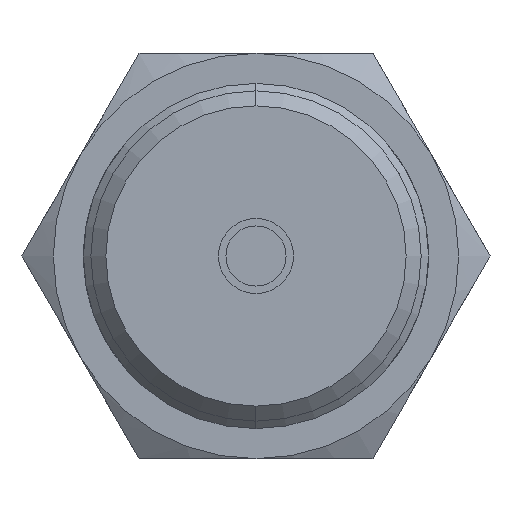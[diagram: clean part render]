
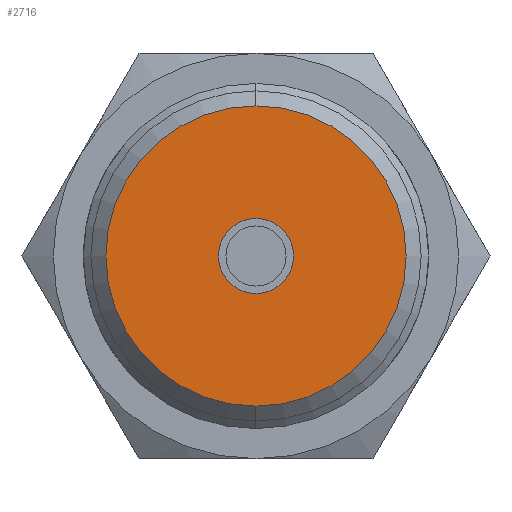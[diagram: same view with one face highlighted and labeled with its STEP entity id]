
A CAD part, left-side view. The second image highlights one B-rep face of the part: STEP entity #2716.
In plain terms, the highlighted planar face has unit normal (-1, 0, 0).
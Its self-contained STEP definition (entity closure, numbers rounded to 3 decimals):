
#428 = EDGE_CURVE ( 'NONE', #6863, #5936, #1794, .T. ) ;
#811 = EDGE_CURVE ( 'NONE', #5936, #6863, #3044, .T. ) ;
#999 = ORIENTED_EDGE ( 'NONE', *, *, #811, .T. ) ;
#1184 = ORIENTED_EDGE ( 'NONE', *, *, #428, .T. ) ;
#1459 = CARTESIAN_POINT ( 'NONE',  ( -93.281, -2.283, -10. ) ) ;
#1572 = DIRECTION ( 'NONE',  ( -1., 0., 0. ) ) ;
#1734 = PLANE ( 'NONE',  #2785 ) ;
#1786 = DIRECTION ( 'NONE',  ( -1., 0., 0. ) ) ;
#1794 = CIRCLE ( 'NONE', #7649, 10. ) ;
#2408 = FACE_OUTER_BOUND ( 'NONE', #7896, .T. ) ;
#2446 = EDGE_CURVE ( 'NONE', #6038, #5521, #6065, .T. ) ;
#2698 = AXIS2_PLACEMENT_3D ( 'NONE', #3516, #1786, #5225 ) ;
#2716 = ADVANCED_FACE ( 'NONE', ( #2408, #7272 ), #1734, .F. ) ;
#2785 = AXIS2_PLACEMENT_3D ( 'NONE', #6661, #4884, #7813 ) ;
#3044 = CIRCLE ( 'NONE', #4738, 10. ) ;
#3476 = AXIS2_PLACEMENT_3D ( 'NONE', #5183, #1572, #5811 ) ;
#3516 = CARTESIAN_POINT ( 'NONE',  ( -93.281, -2.283, 0. ) ) ;
#3577 = DIRECTION ( 'NONE',  ( 0., 0., -1. ) ) ;
#3617 = CIRCLE ( 'NONE', #3476, 2.5 ) ;
#3708 = DIRECTION ( 'NONE',  ( -1., 0., 0. ) ) ;
#4257 = CARTESIAN_POINT ( 'NONE',  ( -93.281, -2.283, 0. ) ) ;
#4738 = AXIS2_PLACEMENT_3D ( 'NONE', #4916, #3708, #3577 ) ;
#4884 = DIRECTION ( 'NONE',  ( 1., 0., 0. ) ) ;
#4916 = CARTESIAN_POINT ( 'NONE',  ( -93.281, -2.283, 0. ) ) ;
#5075 = ORIENTED_EDGE ( 'NONE', *, *, #7599, .F. ) ;
#5183 = CARTESIAN_POINT ( 'NONE',  ( -93.281, -2.283, 0. ) ) ;
#5225 = DIRECTION ( 'NONE',  ( 0., 0., 1. ) ) ;
#5433 = CARTESIAN_POINT ( 'NONE',  ( -93.281, -2.283, 2.5 ) ) ;
#5521 = VERTEX_POINT ( 'NONE', #6405 ) ;
#5811 = DIRECTION ( 'NONE',  ( 0., 0., 1. ) ) ;
#5936 = VERTEX_POINT ( 'NONE', #7227 ) ;
#6038 = VERTEX_POINT ( 'NONE', #5433 ) ;
#6065 = CIRCLE ( 'NONE', #2698, 2.5 ) ;
#6405 = CARTESIAN_POINT ( 'NONE',  ( -93.281, -2.283, -2.5 ) ) ;
#6599 = DIRECTION ( 'NONE',  ( 0., 0., -1. ) ) ;
#6653 = ORIENTED_EDGE ( 'NONE', *, *, #2446, .F. ) ;
#6659 = DIRECTION ( 'NONE',  ( -1., 0., 0. ) ) ;
#6661 = CARTESIAN_POINT ( 'NONE',  ( -93.281, 0.217, 0. ) ) ;
#6863 = VERTEX_POINT ( 'NONE', #1459 ) ;
#6876 = EDGE_LOOP ( 'NONE', ( #6653, #5075 ) ) ;
#7227 = CARTESIAN_POINT ( 'NONE',  ( -93.281, -2.283, 10. ) ) ;
#7272 = FACE_BOUND ( 'NONE', #6876, .T. ) ;
#7599 = EDGE_CURVE ( 'NONE', #5521, #6038, #3617, .T. ) ;
#7649 = AXIS2_PLACEMENT_3D ( 'NONE', #4257, #6659, #6599 ) ;
#7813 = DIRECTION ( 'NONE',  ( 0., 0., -1. ) ) ;
#7896 = EDGE_LOOP ( 'NONE', ( #1184, #999 ) ) ;
